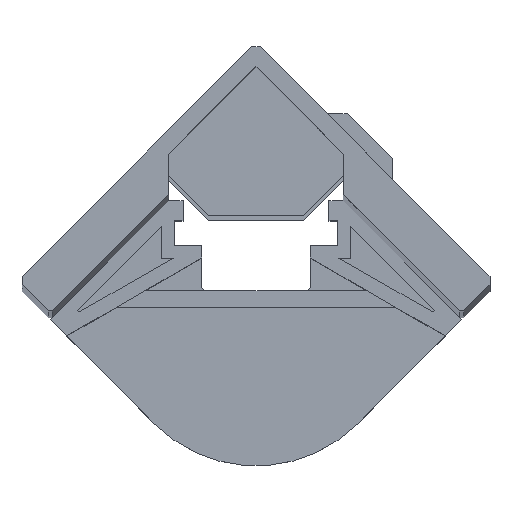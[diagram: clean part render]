
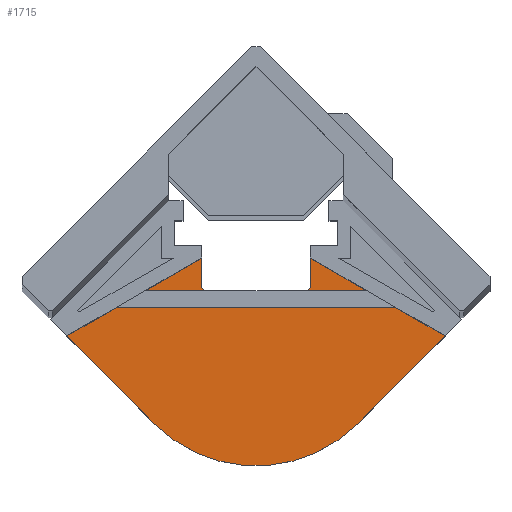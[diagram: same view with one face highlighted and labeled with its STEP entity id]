
A CAD part, top view. The second image highlights one B-rep face of the part: STEP entity #1715.
In plain terms, the highlighted planar face has unit normal (0, 0, 1).
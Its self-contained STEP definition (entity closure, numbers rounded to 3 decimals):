
#62=FACE_OUTER_BOUND('',#154,.T.);
#154=EDGE_LOOP('',(#1175,#1176,#1177,#1178,#1179,#1180,#1181,#1182,#1183,
#1184));
#251=CIRCLE('',#1833,10.);
#254=CIRCLE('',#1839,0.4);
#255=CIRCLE('',#1841,0.4);
#306=LINE('',#2510,#523);
#310=LINE('',#2523,#527);
#311=LINE('',#2524,#528);
#312=LINE('',#2526,#529);
#313=LINE('',#2528,#530);
#314=LINE('',#2529,#531);
#315=LINE('',#2530,#532);
#523=VECTOR('',#2010,10.);
#527=VECTOR('',#2024,10.);
#528=VECTOR('',#2025,10.);
#529=VECTOR('',#2026,10.);
#530=VECTOR('',#2027,10.);
#531=VECTOR('',#2028,10.);
#532=VECTOR('',#2029,10.);
#724=VERTEX_POINT('',#2463);
#725=VERTEX_POINT('',#2465);
#744=VERTEX_POINT('',#2507);
#745=VERTEX_POINT('',#2509);
#746=VERTEX_POINT('',#2513);
#747=VERTEX_POINT('',#2517);
#748=VERTEX_POINT('',#2521);
#749=VERTEX_POINT('',#2522);
#750=VERTEX_POINT('',#2525);
#751=VERTEX_POINT('',#2527);
#890=EDGE_CURVE('',#725,#724,#251,.T.);
#912=EDGE_CURVE('',#745,#744,#306,.T.);
#914=EDGE_CURVE('',#745,#746,#254,.T.);
#917=EDGE_CURVE('',#747,#744,#255,.T.);
#918=EDGE_CURVE('',#748,#749,#310,.T.);
#919=EDGE_CURVE('',#749,#725,#311,.T.);
#920=EDGE_CURVE('',#724,#750,#312,.T.);
#921=EDGE_CURVE('',#750,#751,#313,.T.);
#922=EDGE_CURVE('',#751,#746,#314,.T.);
#923=EDGE_CURVE('',#747,#748,#315,.T.);
#1175=ORIENTED_EDGE('',*,*,#918,.T.);
#1176=ORIENTED_EDGE('',*,*,#919,.T.);
#1177=ORIENTED_EDGE('',*,*,#890,.T.);
#1178=ORIENTED_EDGE('',*,*,#920,.T.);
#1179=ORIENTED_EDGE('',*,*,#921,.T.);
#1180=ORIENTED_EDGE('',*,*,#922,.T.);
#1181=ORIENTED_EDGE('',*,*,#914,.F.);
#1182=ORIENTED_EDGE('',*,*,#912,.T.);
#1183=ORIENTED_EDGE('',*,*,#917,.F.);
#1184=ORIENTED_EDGE('',*,*,#923,.T.);
#1635=PLANE('',#1842);
#1715=ADVANCED_FACE('',(#62),#1635,.T.);
#1833=AXIS2_PLACEMENT_3D('',#2466,#1981,#1982);
#1839=AXIS2_PLACEMENT_3D('',#2514,#2014,#2015);
#1841=AXIS2_PLACEMENT_3D('',#2519,#2020,#2021);
#1842=AXIS2_PLACEMENT_3D('',#2520,#2022,#2023);
#1981=DIRECTION('center_axis',(0.,0.,1.));
#1982=DIRECTION('ref_axis',(-0.707,-0.707,0.));
#2010=DIRECTION('',(-1.,0.,0.));
#2014=DIRECTION('center_axis',(0.,0.,1.));
#2015=DIRECTION('ref_axis',(0.707,-0.707,0.));
#2020=DIRECTION('center_axis',(0.,0.,1.));
#2021=DIRECTION('ref_axis',(-0.707,-0.707,0.));
#2022=DIRECTION('center_axis',(0.,0.,1.));
#2023=DIRECTION('ref_axis',(1.,0.,0.));
#2024=DIRECTION('',(-0.866,-0.5,0.));
#2025=DIRECTION('',(0.707,-0.707,0.));
#2026=DIRECTION('',(0.707,0.707,0.));
#2027=DIRECTION('',(-0.866,0.5,0.));
#2028=DIRECTION('',(0.,-1.,0.));
#2029=DIRECTION('',(0.,1.,0.));
#2463=CARTESIAN_POINT('',(7.071,-4.257,8.764));
#2465=CARTESIAN_POINT('',(-7.071,-4.257,8.764));
#2466=CARTESIAN_POINT('Origin',(0.,2.814,8.764));
#2507=CARTESIAN_POINT('',(-3.4,5.028,8.764));
#2509=CARTESIAN_POINT('',(3.4,5.028,8.764));
#2510=CARTESIAN_POINT('',(3.8,5.028,8.764));
#2513=CARTESIAN_POINT('',(3.8,5.428,8.764));
#2514=CARTESIAN_POINT('Origin',(3.4,5.428,8.764));
#2517=CARTESIAN_POINT('',(-3.8,5.428,8.764));
#2519=CARTESIAN_POINT('Origin',(-3.4,5.428,8.764));
#2520=CARTESIAN_POINT('Origin',(0.,2.071,8.764));
#2521=CARTESIAN_POINT('',(-3.8,7.328,8.764));
#2522=CARTESIAN_POINT('',(-13.219,1.89,8.764));
#2523=CARTESIAN_POINT('',(-3.567,7.463,8.764));
#2524=CARTESIAN_POINT('',(-10.539,-0.789,8.764));
#2525=CARTESIAN_POINT('',(13.219,1.89,8.764));
#2526=CARTESIAN_POINT('',(6.885,-4.443,8.764));
#2527=CARTESIAN_POINT('',(3.8,7.328,8.764));
#2528=CARTESIAN_POINT('',(8.277,4.744,8.764));
#2529=CARTESIAN_POINT('',(3.8,5.15,8.764));
#2530=CARTESIAN_POINT('',(-3.8,5.15,8.764));
